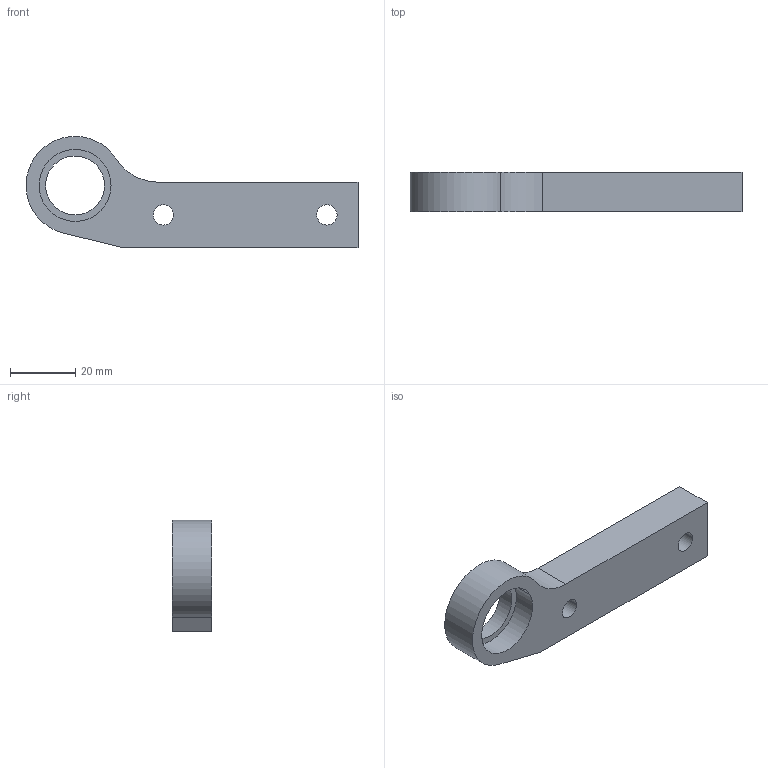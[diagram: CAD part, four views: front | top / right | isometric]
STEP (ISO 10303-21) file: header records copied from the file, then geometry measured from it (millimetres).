
FILE_DESCRIPTION(/* description */ (''),/* implementation_level */ '2;1');
FILE_NAME(/* name */ 'ARODVI~N',/* time_stamp */ '2013-12-27T15:50:19+01:00',/* author */ (''),/* organization */ (''),/* preprocessor_version */ 'ST-DEVELOPER v15',/* originating_system */ '',/* authorisation */ '');
FILE_SCHEMA (('AUTOMOTIVE_DESIGN'));
Length unit declared in the file: millimetre
Products named in the file (1): Document
Bounding box: 101.49 x 12 x 33.99 mm (x, y, z)
Volume: 22168.3 mm3; surface area: 8023 mm2
Topology: 1 solids, 1 shells, 17 faces, 42 edges, 28 vertices
Faces by surface type: bspline 14, plane 3
Entity records: 579 total; most frequent: CARTESIAN_POINT 317, ORIENTED_EDGE 84, EDGE_CURVE 42, VERTEX_POINT 28, EDGE_LOOP 24, ADVANCED_FACE 17, FACE_OUTER_BOUND 17, FACE_BOUND 7
